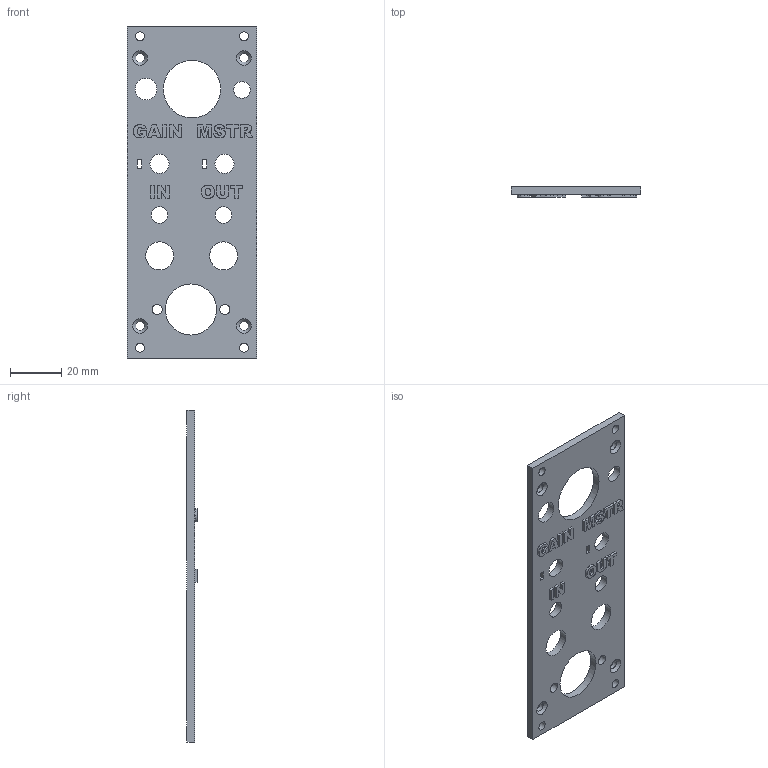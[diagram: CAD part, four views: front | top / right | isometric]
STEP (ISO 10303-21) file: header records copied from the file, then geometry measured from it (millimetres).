
FILE_DESCRIPTION(/* description */ (''),/* implementation_level */ '2;1');
FILE_NAME(/* name */ 'PreampMixerPanel v10.step',/* time_stamp */ '2023-02-15T21:50:20-05:00',/* author */ (''),/* organization */ (''),/* preprocessor_version */ 'ST-DEVELOPER v19.2',/* originating_system */ 'Autodesk Translation Framework v11.17.0.187',/* authorisation */ '');
FILE_SCHEMA (('AUTOMOTIVE_DESIGN { 1 0 10303 214 3 1 1 }'));
Length unit declared in the file: millimetre
Products named in the file (2): PreampMixerPanel; PreampMixerPanel_1
Assembly tree (1 placements, depth 2):
  PreampMixerPanel
    PreampMixerPanel_1
Bounding box: 50.8 x 4 x 130 mm (x, y, z)
Volume: 16195.5 mm3; surface area: 13481.4 mm2
Topology: 1 solids, 1 shells, 240 faces, 663 edges, 441 vertices
Faces by surface type: plane 123, bspline 93, cylinder 20, cone 4
Full cylindrical faces by diameter (mm): 3.5 x8, 4 x2, 6.5 x3, 7.5 x2, 8.5 x1, 11 x2, 20 x1, 22.5 x1
Entity records: 8627 total; most frequent: CARTESIAN_POINT 2928, ORIENTED_EDGE 1326, DIRECTION 822, EDGE_CURVE 663, VERTEX_POINT 441, LINE 432, VECTOR 432, EDGE_LOOP 300
